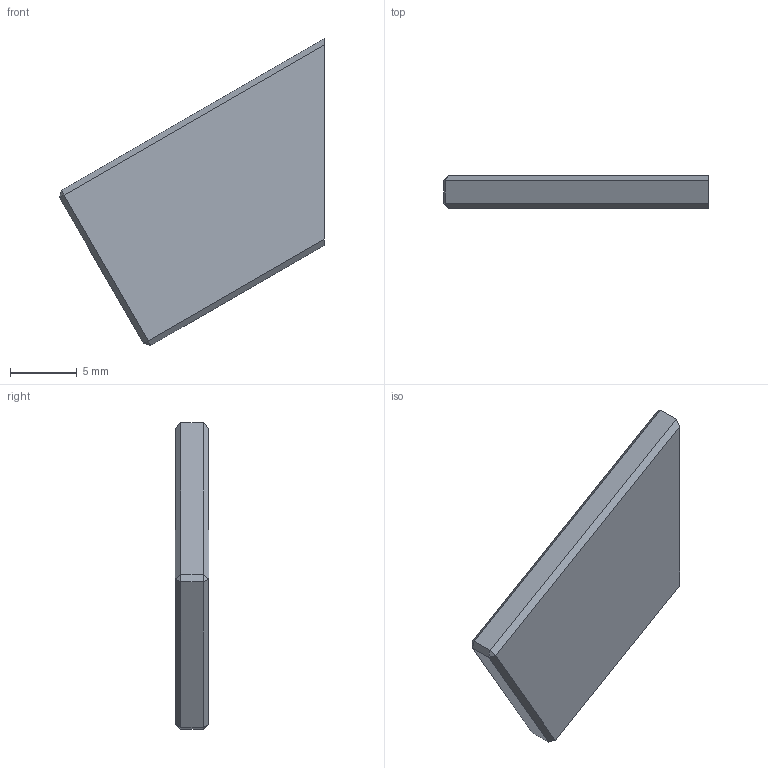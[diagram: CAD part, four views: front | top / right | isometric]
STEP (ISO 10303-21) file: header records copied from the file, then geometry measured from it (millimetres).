
FILE_DESCRIPTION (( 'STEP AP214' ), '1' );
FILE_NAME ('Handle.STEP', '2023-12-23T00:17:48', ( '' ), ( '' ), 'SwSTEP 2.0', 'SolidWorks 2022', '' );
FILE_SCHEMA (( 'AUTOMOTIVE_DESIGN' ));
Length unit declared in the file: millimetre
Products named in the file (1): Handle
Bounding box: 19.85 x 2.5 x 22.98 mm (x, y, z)
Volume: 556.3 mm3; surface area: 1000.9 mm2
Topology: 1 solids, 1 shells, 23 faces, 48 edges, 28 vertices
Faces by surface type: plane 23
Entity records: 620 total; most frequent: CARTESIAN_POINT 100, DIRECTION 96, ORIENTED_EDGE 96, VECTOR 48, LINE 48, EDGE_CURVE 48, VERTEX_POINT 28, AXIS2_PLACEMENT_3D 24
